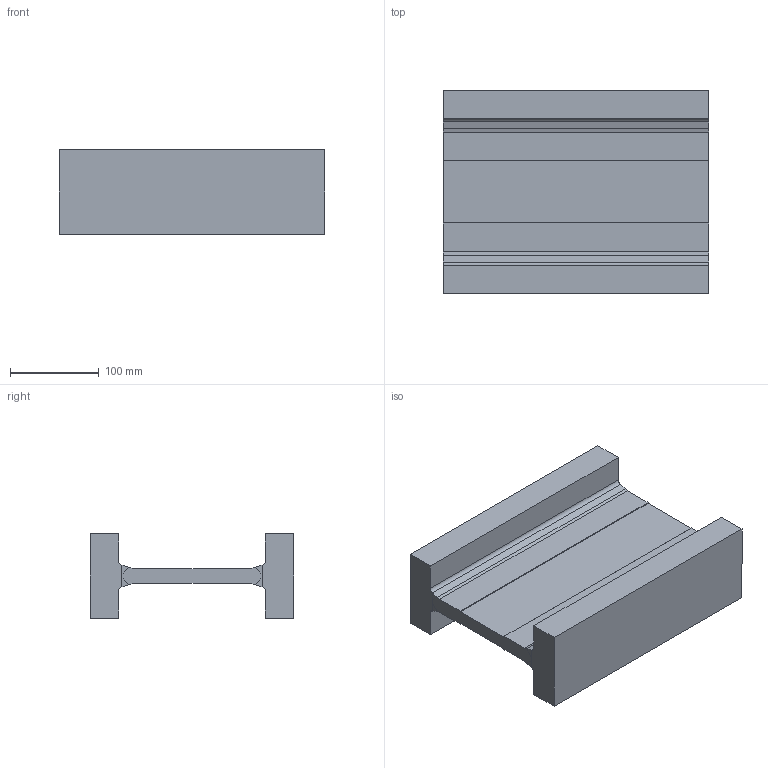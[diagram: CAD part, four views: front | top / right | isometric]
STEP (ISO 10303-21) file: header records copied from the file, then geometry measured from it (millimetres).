
FILE_DESCRIPTION(/* description */ ('Mammut-Führungsprofil'),/* implementation_level */ '2;1');
FILE_NAME(/* name */ 'ALFATEC_MP 165.0810.stp',/* time_stamp */ '2022-08-03T09:40:34+02:00',/* author */ ('seider'),/* organization */ (''),/* preprocessor_version */ 'ST-DEVELOPER v18.1',/* originating_system */ 'Autodesk Inventor 2020',/* authorisation */ '');
FILE_SCHEMA (('AUTOMOTIVE_DESIGN { 1 0 10303 214 3 1 1 }'));
Length unit declared in the file: millimetre
Products named in the file (4): ALFATEC_MP 165.0810; ALFATEC_MP 165.0810-Teil 1; ALFATEC_MP 165.0810-Teil 2; ALFATEC_MP 165.0810-Teil 3
Assembly tree (3 placements, depth 2):
  ALFATEC_MP 165.0810
    ALFATEC_MP 165.0810-Teil 1
    ALFATEC_MP 165.0810-Teil 2
    ALFATEC_MP 165.0810-Teil 3
Bounding box: 300 x 230 x 95 mm (x, y, z)
Volume: 2731552.6 mm3; surface area: 310849.3 mm2
Topology: 7 solids, 7 shells, 62 faces, 144 edges, 96 vertices
Faces by surface type: plane 58, cylinder 4
Entity records: 1920 total; most frequent: CARTESIAN_POINT 310, DIRECTION 292, ORIENTED_EDGE 288, EDGE_CURVE 144, LINE 136, VECTOR 136, VERTEX_POINT 96, AXIS2_PLACEMENT_3D 78
